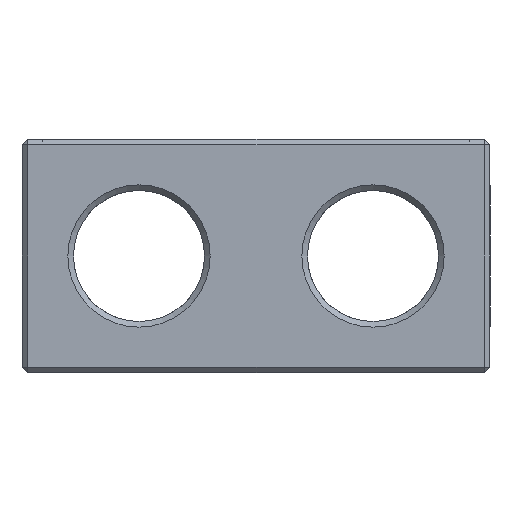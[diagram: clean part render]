
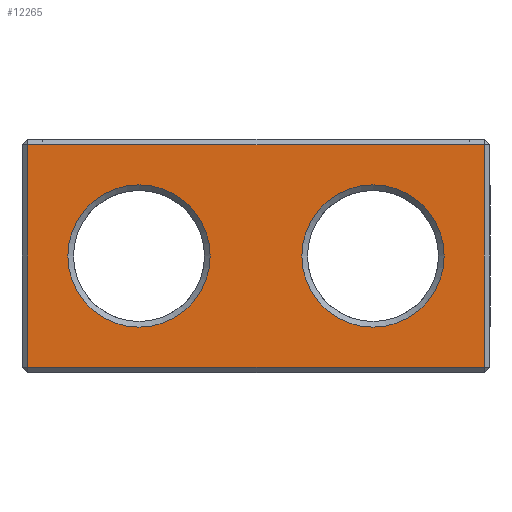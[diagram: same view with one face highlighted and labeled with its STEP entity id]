
A CAD part, left-side view. The second image highlights one B-rep face of the part: STEP entity #12265.
In plain terms, the highlighted planar face has unit normal (-1, 0, 0).
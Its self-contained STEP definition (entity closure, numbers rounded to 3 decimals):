
#1117 = PLANE('',#1118);
#1118 = AXIS2_PLACEMENT_3D('',#1119,#1120,#1121);
#1119 = CARTESIAN_POINT('',(-231.1,18.75,0.15));
#1120 = DIRECTION('',(-0.707,0.,
    -0.707));
#1121 = DIRECTION('',(0.,1.,0.));
#5621 = CONICAL_SURFACE('',#5622,3.5,0.785);
#5622 = AXIS2_PLACEMENT_3D('',#5623,#5624,#5625);
#5623 = CARTESIAN_POINT('',(-230.95,0.,6.25));
#5624 = DIRECTION('',(-1.,-0.,-0.));
#5625 = DIRECTION('',(0.,0.,1.));
#6544 = VERTEX_POINT('',#6545);
#6545 = CARTESIAN_POINT('',(-231.25,18.45,0.3));
#6566 = EDGE_CURVE('',#6544,#6567,#6569,.T.);
#6567 = VERTEX_POINT('',#6568);
#6568 = CARTESIAN_POINT('',(-231.25,-5.95,0.3));
#6569 = SURFACE_CURVE('',#6570,(#6574,#6581),.PCURVE_S1.);
#6570 = LINE('',#6571,#6572);
#6571 = CARTESIAN_POINT('',(-231.25,18.75,0.3));
#6572 = VECTOR('',#6573,1.);
#6573 = DIRECTION('',(0.,-1.,0.));
#6574 = PCURVE('',#1117,#6575);
#6575 = DEFINITIONAL_REPRESENTATION('',(#6576),#6580);
#6576 = LINE('',#6577,#6578);
#6577 = CARTESIAN_POINT('',(0.,-0.212));
#6578 = VECTOR('',#6579,1.);
#6579 = DIRECTION('',(-1.,0.));
#6580 = ( GEOMETRIC_REPRESENTATION_CONTEXT(2) 
PARAMETRIC_REPRESENTATION_CONTEXT() REPRESENTATION_CONTEXT('2D SPACE',''
  ) );
#6581 = PCURVE('',#6582,#6587);
#6582 = PLANE('',#6583);
#6583 = AXIS2_PLACEMENT_3D('',#6584,#6585,#6586);
#6584 = CARTESIAN_POINT('',(-231.25,18.75,0.));
#6585 = DIRECTION('',(1.,0.,0.));
#6586 = DIRECTION('',(0.,-1.,0.));
#6587 = DEFINITIONAL_REPRESENTATION('',(#6588),#6592);
#6588 = LINE('',#6589,#6590);
#6589 = CARTESIAN_POINT('',(0.,-0.3));
#6590 = VECTOR('',#6591,1.);
#6591 = DIRECTION('',(1.,0.));
#6592 = ( GEOMETRIC_REPRESENTATION_CONTEXT(2) 
PARAMETRIC_REPRESENTATION_CONTEXT() REPRESENTATION_CONTEXT('2D SPACE',''
  ) );
#9863 = CONICAL_SURFACE('',#9864,3.5,0.785);
#9864 = AXIS2_PLACEMENT_3D('',#9865,#9866,#9867);
#9865 = CARTESIAN_POINT('',(-230.95,12.5,6.25));
#9866 = DIRECTION('',(-1.,-0.,0.));
#9867 = DIRECTION('',(0.,0.,1.));
#10218 = VERTEX_POINT('',#10219);
#10219 = CARTESIAN_POINT('',(-231.25,0.,10.05
    ));
#10240 = EDGE_CURVE('',#10218,#10218,#10241,.T.);
#10241 = SURFACE_CURVE('',#10242,(#10247,#10254),.PCURVE_S1.);
#10242 = CIRCLE('',#10243,3.8);
#10243 = AXIS2_PLACEMENT_3D('',#10244,#10245,#10246);
#10244 = CARTESIAN_POINT('',(-231.25,0.,6.25));
#10245 = DIRECTION('',(-1.,0.,0.));
#10246 = DIRECTION('',(0.,0.,1.));
#10247 = PCURVE('',#5621,#10248);
#10248 = DEFINITIONAL_REPRESENTATION('',(#10249),#10253);
#10249 = LINE('',#10250,#10251);
#10250 = CARTESIAN_POINT('',(0.,0.3));
#10251 = VECTOR('',#10252,1.);
#10252 = DIRECTION('',(1.,0.));
#10253 = ( GEOMETRIC_REPRESENTATION_CONTEXT(2) 
PARAMETRIC_REPRESENTATION_CONTEXT() REPRESENTATION_CONTEXT('2D SPACE',''
  ) );
#10254 = PCURVE('',#6582,#10255);
#10255 = DEFINITIONAL_REPRESENTATION('',(#10256),#10264);
#10256 = ( BOUNDED_CURVE() B_SPLINE_CURVE(2,(#10257,#10258,#10259,#10260
    ,#10261,#10262,#10263),.UNSPECIFIED.,.T.,.F.) 
B_SPLINE_CURVE_WITH_KNOTS((1,2,2,2,2,1),(-2.094,0.,
    2.094,4.189,6.283,8.378),
.UNSPECIFIED.) CURVE() GEOMETRIC_REPRESENTATION_ITEM() 
RATIONAL_B_SPLINE_CURVE((1.,0.5,1.,0.5,1.,0.5,1.)) REPRESENTATION_ITEM(
  '') );
#10257 = CARTESIAN_POINT('',(18.75,-10.05));
#10258 = CARTESIAN_POINT('',(12.168,-10.05));
#10259 = CARTESIAN_POINT('',(15.459,-4.35));
#10260 = CARTESIAN_POINT('',(18.75,1.35));
#10261 = CARTESIAN_POINT('',(22.041,-4.35));
#10262 = CARTESIAN_POINT('',(25.332,-10.05));
#10263 = CARTESIAN_POINT('',(18.75,-10.05));
#10264 = ( GEOMETRIC_REPRESENTATION_CONTEXT(2) 
PARAMETRIC_REPRESENTATION_CONTEXT() REPRESENTATION_CONTEXT('2D SPACE',''
  ) );
#10399 = PLANE('',#10400);
#10400 = AXIS2_PLACEMENT_3D('',#10401,#10402,#10403);
#10401 = CARTESIAN_POINT('',(-231.1,18.6,0.));
#10402 = DIRECTION('',(-0.707,0.707,0.));
#10403 = DIRECTION('',(-0.,-0.,-1.));
#11622 = PLANE('',#11623);
#11623 = AXIS2_PLACEMENT_3D('',#11624,#11625,#11626);
#11624 = CARTESIAN_POINT('',(-231.1,-6.1,0.));
#11625 = DIRECTION('',(-0.707,-0.707,0.));
#11626 = DIRECTION('',(-0.,-0.,-1.));
#12265 = ADVANCED_FACE('',(#12266,#12341,#12344),#6582,.F.);
#12266 = FACE_BOUND('',#12267,.F.);
#12267 = EDGE_LOOP('',(#12268,#12298,#12319,#12320));
#12268 = ORIENTED_EDGE('',*,*,#12269,.T.);
#12269 = EDGE_CURVE('',#12270,#12272,#12274,.T.);
#12270 = VERTEX_POINT('',#12271);
#12271 = CARTESIAN_POINT('',(-231.25,18.45,12.2));
#12272 = VERTEX_POINT('',#12273);
#12273 = CARTESIAN_POINT('',(-231.25,-5.95,12.2));
#12274 = SURFACE_CURVE('',#12275,(#12279,#12286),.PCURVE_S1.);
#12275 = LINE('',#12276,#12277);
#12276 = CARTESIAN_POINT('',(-231.25,18.75,12.2));
#12277 = VECTOR('',#12278,1.);
#12278 = DIRECTION('',(0.,-1.,0.));
#12279 = PCURVE('',#6582,#12280);
#12280 = DEFINITIONAL_REPRESENTATION('',(#12281),#12285);
#12281 = LINE('',#12282,#12283);
#12282 = CARTESIAN_POINT('',(0.,-12.2));
#12283 = VECTOR('',#12284,1.);
#12284 = DIRECTION('',(1.,0.));
#12285 = ( GEOMETRIC_REPRESENTATION_CONTEXT(2) 
PARAMETRIC_REPRESENTATION_CONTEXT() REPRESENTATION_CONTEXT('2D SPACE',''
  ) );
#12286 = PCURVE('',#12287,#12292);
#12287 = PLANE('',#12288);
#12288 = AXIS2_PLACEMENT_3D('',#12289,#12290,#12291);
#12289 = CARTESIAN_POINT('',(-231.1,18.75,12.35));
#12290 = DIRECTION('',(0.707,0.,-0.707));
#12291 = DIRECTION('',(0.,1.,0.));
#12292 = DEFINITIONAL_REPRESENTATION('',(#12293),#12297);
#12293 = LINE('',#12294,#12295);
#12294 = CARTESIAN_POINT('',(-0.,-0.212));
#12295 = VECTOR('',#12296,1.);
#12296 = DIRECTION('',(-1.,0.));
#12297 = ( GEOMETRIC_REPRESENTATION_CONTEXT(2) 
PARAMETRIC_REPRESENTATION_CONTEXT() REPRESENTATION_CONTEXT('2D SPACE',''
  ) );
#12298 = ORIENTED_EDGE('',*,*,#12299,.F.);
#12299 = EDGE_CURVE('',#6567,#12272,#12300,.T.);
#12300 = SURFACE_CURVE('',#12301,(#12305,#12312),.PCURVE_S1.);
#12301 = LINE('',#12302,#12303);
#12302 = CARTESIAN_POINT('',(-231.25,-5.95,0.));
#12303 = VECTOR('',#12304,1.);
#12304 = DIRECTION('',(0.,0.,1.));
#12305 = PCURVE('',#6582,#12306);
#12306 = DEFINITIONAL_REPRESENTATION('',(#12307),#12311);
#12307 = LINE('',#12308,#12309);
#12308 = CARTESIAN_POINT('',(24.7,0.));
#12309 = VECTOR('',#12310,1.);
#12310 = DIRECTION('',(0.,-1.));
#12311 = ( GEOMETRIC_REPRESENTATION_CONTEXT(2) 
PARAMETRIC_REPRESENTATION_CONTEXT() REPRESENTATION_CONTEXT('2D SPACE',''
  ) );
#12312 = PCURVE('',#11622,#12313);
#12313 = DEFINITIONAL_REPRESENTATION('',(#12314),#12318);
#12314 = LINE('',#12315,#12316);
#12315 = CARTESIAN_POINT('',(-0.,-0.212));
#12316 = VECTOR('',#12317,1.);
#12317 = DIRECTION('',(-1.,0.));
#12318 = ( GEOMETRIC_REPRESENTATION_CONTEXT(2) 
PARAMETRIC_REPRESENTATION_CONTEXT() REPRESENTATION_CONTEXT('2D SPACE',''
  ) );
#12319 = ORIENTED_EDGE('',*,*,#6566,.F.);
#12320 = ORIENTED_EDGE('',*,*,#12321,.T.);
#12321 = EDGE_CURVE('',#6544,#12270,#12322,.T.);
#12322 = SURFACE_CURVE('',#12323,(#12327,#12334),.PCURVE_S1.);
#12323 = LINE('',#12324,#12325);
#12324 = CARTESIAN_POINT('',(-231.25,18.45,0.));
#12325 = VECTOR('',#12326,1.);
#12326 = DIRECTION('',(0.,0.,1.));
#12327 = PCURVE('',#6582,#12328);
#12328 = DEFINITIONAL_REPRESENTATION('',(#12329),#12333);
#12329 = LINE('',#12330,#12331);
#12330 = CARTESIAN_POINT('',(0.3,0.));
#12331 = VECTOR('',#12332,1.);
#12332 = DIRECTION('',(0.,-1.));
#12333 = ( GEOMETRIC_REPRESENTATION_CONTEXT(2) 
PARAMETRIC_REPRESENTATION_CONTEXT() REPRESENTATION_CONTEXT('2D SPACE',''
  ) );
#12334 = PCURVE('',#10399,#12335);
#12335 = DEFINITIONAL_REPRESENTATION('',(#12336),#12340);
#12336 = LINE('',#12337,#12338);
#12337 = CARTESIAN_POINT('',(-0.,0.212));
#12338 = VECTOR('',#12339,1.);
#12339 = DIRECTION('',(-1.,0.));
#12340 = ( GEOMETRIC_REPRESENTATION_CONTEXT(2) 
PARAMETRIC_REPRESENTATION_CONTEXT() REPRESENTATION_CONTEXT('2D SPACE',''
  ) );
#12341 = FACE_BOUND('',#12342,.F.);
#12342 = EDGE_LOOP('',(#12343));
#12343 = ORIENTED_EDGE('',*,*,#10240,.T.);
#12344 = FACE_BOUND('',#12345,.F.);
#12345 = EDGE_LOOP('',(#12346));
#12346 = ORIENTED_EDGE('',*,*,#12347,.T.);
#12347 = EDGE_CURVE('',#12348,#12348,#12350,.T.);
#12348 = VERTEX_POINT('',#12349);
#12349 = CARTESIAN_POINT('',(-231.25,12.5,10.05));
#12350 = SURFACE_CURVE('',#12351,(#12356,#12367),.PCURVE_S1.);
#12351 = CIRCLE('',#12352,3.8);
#12352 = AXIS2_PLACEMENT_3D('',#12353,#12354,#12355);
#12353 = CARTESIAN_POINT('',(-231.25,12.5,6.25));
#12354 = DIRECTION('',(-1.,0.,0.));
#12355 = DIRECTION('',(0.,0.,1.));
#12356 = PCURVE('',#6582,#12357);
#12357 = DEFINITIONAL_REPRESENTATION('',(#12358),#12366);
#12358 = ( BOUNDED_CURVE() B_SPLINE_CURVE(2,(#12359,#12360,#12361,#12362
    ,#12363,#12364,#12365),.UNSPECIFIED.,.T.,.F.) 
B_SPLINE_CURVE_WITH_KNOTS((1,2,2,2,2,1),(-2.094,0.,
    2.094,4.189,6.283,8.378),
.UNSPECIFIED.) CURVE() GEOMETRIC_REPRESENTATION_ITEM() 
RATIONAL_B_SPLINE_CURVE((1.,0.5,1.,0.5,1.,0.5,1.)) REPRESENTATION_ITEM(
  '') );
#12359 = CARTESIAN_POINT('',(6.25,-10.05));
#12360 = CARTESIAN_POINT('',(-0.332,-10.05));
#12361 = CARTESIAN_POINT('',(2.959,-4.35));
#12362 = CARTESIAN_POINT('',(6.25,1.35));
#12363 = CARTESIAN_POINT('',(9.541,-4.35));
#12364 = CARTESIAN_POINT('',(12.832,-10.05));
#12365 = CARTESIAN_POINT('',(6.25,-10.05));
#12366 = ( GEOMETRIC_REPRESENTATION_CONTEXT(2) 
PARAMETRIC_REPRESENTATION_CONTEXT() REPRESENTATION_CONTEXT('2D SPACE',''
  ) );
#12367 = PCURVE('',#9863,#12368);
#12368 = DEFINITIONAL_REPRESENTATION('',(#12369),#12373);
#12369 = LINE('',#12370,#12371);
#12370 = CARTESIAN_POINT('',(0.,0.3));
#12371 = VECTOR('',#12372,1.);
#12372 = DIRECTION('',(1.,0.));
#12373 = ( GEOMETRIC_REPRESENTATION_CONTEXT(2) 
PARAMETRIC_REPRESENTATION_CONTEXT() REPRESENTATION_CONTEXT('2D SPACE',''
  ) );
